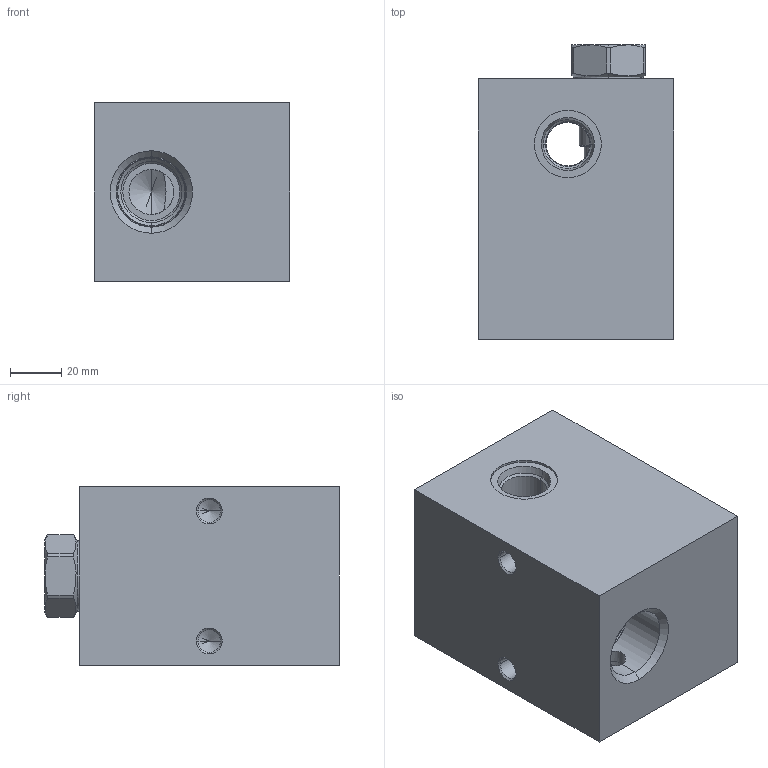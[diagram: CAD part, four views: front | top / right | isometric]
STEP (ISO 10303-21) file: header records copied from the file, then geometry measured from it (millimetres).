
FILE_DESCRIPTION((''),'2;1');
FILE_NAME('B7J_ASM','2023-04-13T',('ProEService'),(''),'PRO/ENGINEER BY PARAMETRIC TECHNOLOGY CORPORATION, 2014200','PRO/ENGINEER BY PARAMETRIC TECHNOLOGY CORPORATION, 2014200','');
FILE_SCHEMA(('CONFIG_CONTROL_DESIGN'));
Length unit declared in the file: inch
Products named in the file (3): 151-088-004; CXFAXCN; B7J_ASM
Assembly tree (2 placements, depth 2):
  B7J_ASM
    151-088-004
    CXFAXCN
Bounding box: 76.2 x 115.09 x 69.85 mm (x, y, z)
Volume: 478769.3 mm3; surface area: 62963.1 mm2
Topology: 4 solids, 4 shells, 216 faces, 685 edges, 569 vertices
Faces by surface type: cylinder 82, cone 71, plane 33, torus 22, revolution 8
Entity records: 8621 total; most frequent: CARTESIAN_POINT 2594, DIRECTION 1324, ORIENTED_EDGE 962, EDGE_CURVE 481, AXIS2_PLACEMENT_3D 474, VECTOR 368, LINE 368, VERTEX_POINT 284
